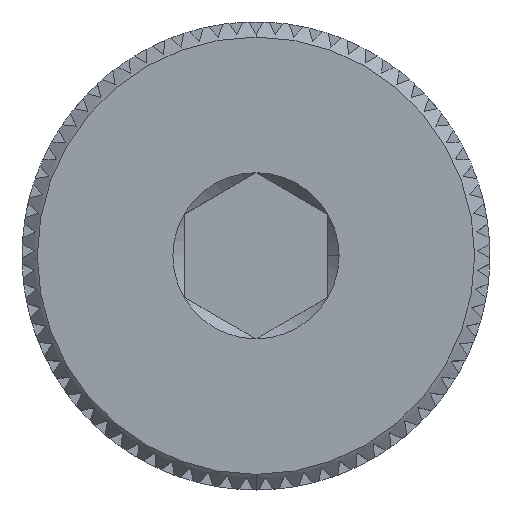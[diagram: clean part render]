
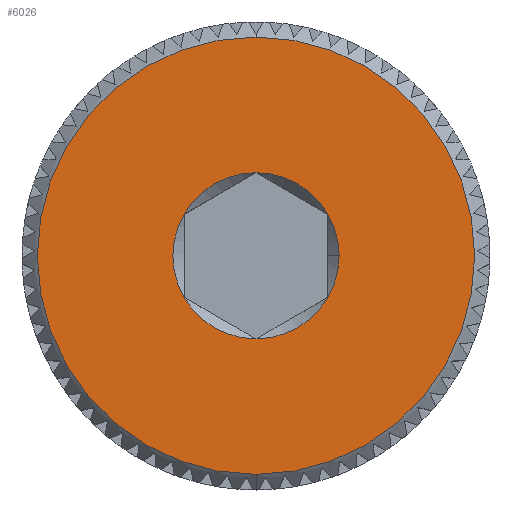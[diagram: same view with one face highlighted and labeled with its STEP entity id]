
A CAD part, top view. The second image highlights one B-rep face of the part: STEP entity #6026.
In plain terms, the highlighted planar face has unit normal (0, 0, 1).
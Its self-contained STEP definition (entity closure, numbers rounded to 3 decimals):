
#44 = VERTEX_POINT ( 'NONE', #7068 ) ;
#268 = CARTESIAN_POINT ( 'NONE',  ( 0., -2.309, 18.5 ) ) ;
#401 = ORIENTED_EDGE ( 'NONE', *, *, #688, .F. ) ;
#528 = AXIS2_PLACEMENT_3D ( 'NONE', #10255, #10294, #10225 ) ;
#575 = AXIS2_PLACEMENT_3D ( 'NONE', #9749, #6125, #5319 ) ;
#688 = EDGE_CURVE ( 'NONE', #1203, #4051, #865, .T. ) ;
#865 = CIRCLE ( 'NONE', #528, 2.309 ) ;
#1176 = VERTEX_POINT ( 'NONE', #7913 ) ;
#1203 = VERTEX_POINT ( 'NONE', #9612 ) ;
#1208 = AXIS2_PLACEMENT_3D ( 'NONE', #2658, #2558, #3475 ) ;
#1219 = EDGE_LOOP ( 'NONE', ( #7249, #6975, #3265, #5993, #3645, #401, #4930 ) ) ;
#1278 = CIRCLE ( 'NONE', #1208, 6.077 ) ;
#1716 = VERTEX_POINT ( 'NONE', #268 ) ;
#1817 = AXIS2_PLACEMENT_3D ( 'NONE', #9497, #3539, #5305 ) ;
#1945 = EDGE_LOOP ( 'NONE', ( #10083, #11037 ) ) ;
#2152 = CIRCLE ( 'NONE', #7025, 2.309 ) ;
#2209 = DIRECTION ( 'NONE',  ( 1., 0., 0. ) ) ;
#2245 = CARTESIAN_POINT ( 'NONE',  ( 0., 0., 18.5 ) ) ;
#2256 = VERTEX_POINT ( 'NONE', #4760 ) ;
#2268 = DIRECTION ( 'NONE',  ( 0., 0., 1. ) ) ;
#2558 = DIRECTION ( 'NONE',  ( 0., 0., 1. ) ) ;
#2658 = CARTESIAN_POINT ( 'NONE',  ( 0., 0., 18.5 ) ) ;
#2695 = VERTEX_POINT ( 'NONE', #6195 ) ;
#3265 = ORIENTED_EDGE ( 'NONE', *, *, #3772, .F. ) ;
#3380 = CARTESIAN_POINT ( 'NONE',  ( 0., 0., 18.5 ) ) ;
#3416 = AXIS2_PLACEMENT_3D ( 'NONE', #4152, #4975, #10125 ) ;
#3439 = AXIS2_PLACEMENT_3D ( 'NONE', #7377, #9965, #7411 ) ;
#3475 = DIRECTION ( 'NONE',  ( 0., -1., 0. ) ) ;
#3539 = DIRECTION ( 'NONE',  ( 0., 0., 1. ) ) ;
#3645 = ORIENTED_EDGE ( 'NONE', *, *, #10516, .F. ) ;
#3772 = EDGE_CURVE ( 'NONE', #10522, #44, #2152, .T. ) ;
#4051 = VERTEX_POINT ( 'NONE', #9619 ) ;
#4152 = CARTESIAN_POINT ( 'NONE',  ( 0., 0., 18.5 ) ) ;
#4558 = AXIS2_PLACEMENT_3D ( 'NONE', #10260, #5185, #8587 ) ;
#4760 = CARTESIAN_POINT ( 'NONE',  ( 0., 6.077, 18.5 ) ) ;
#4930 = ORIENTED_EDGE ( 'NONE', *, *, #7946, .F. ) ;
#4975 = DIRECTION ( 'NONE',  ( 0., 0., 1. ) ) ;
#5065 = FACE_OUTER_BOUND ( 'NONE', #1945, .T. ) ;
#5185 = DIRECTION ( 'NONE',  ( 0., 0., 1. ) ) ;
#5305 = DIRECTION ( 'NONE',  ( 1., 0., 0. ) ) ;
#5319 = DIRECTION ( 'NONE',  ( 1., 0., 0. ) ) ;
#5655 = CARTESIAN_POINT ( 'NONE',  ( 0., 2.309, 18.5 ) ) ;
#5799 = DIRECTION ( 'NONE',  ( 0., 0., 1. ) ) ;
#5993 = ORIENTED_EDGE ( 'NONE', *, *, #10137, .F. ) ;
#6026 = ADVANCED_FACE ( 'NONE', ( #7341, #5065 ), #10096, .T. ) ;
#6125 = DIRECTION ( 'NONE',  ( 0., 0., 1. ) ) ;
#6195 = CARTESIAN_POINT ( 'NONE',  ( 0., -6.077, 18.5 ) ) ;
#6608 = CIRCLE ( 'NONE', #1817, 2.309 ) ;
#6682 = CIRCLE ( 'NONE', #4558, 6.077 ) ;
#6719 = CIRCLE ( 'NONE', #7658, 2.309 ) ;
#6828 = DIRECTION ( 'NONE',  ( 1., 0., 0. ) ) ;
#6975 = ORIENTED_EDGE ( 'NONE', *, *, #8158, .F. ) ;
#6994 = CARTESIAN_POINT ( 'NONE',  ( -2., 1.155, 18.5 ) ) ;
#7025 = AXIS2_PLACEMENT_3D ( 'NONE', #11039, #5799, #10956 ) ;
#7035 = EDGE_CURVE ( 'NONE', #1716, #1176, #6608, .T. ) ;
#7068 = CARTESIAN_POINT ( 'NONE',  ( -2., -1.155, 18.5 ) ) ;
#7249 = ORIENTED_EDGE ( 'NONE', *, *, #7035, .F. ) ;
#7341 = FACE_BOUND ( 'NONE', #1219, .T. ) ;
#7377 = CARTESIAN_POINT ( 'NONE',  ( 0., 0., 18.5 ) ) ;
#7411 = DIRECTION ( 'NONE',  ( 1., 0., 0. ) ) ;
#7658 = AXIS2_PLACEMENT_3D ( 'NONE', #2245, #2268, #2209 ) ;
#7758 = CIRCLE ( 'NONE', #3439, 2.309 ) ;
#7913 = CARTESIAN_POINT ( 'NONE',  ( 2., -1.155, 18.5 ) ) ;
#7946 = EDGE_CURVE ( 'NONE', #1176, #1203, #6719, .T. ) ;
#7981 = VERTEX_POINT ( 'NONE', #5655 ) ;
#8040 = CIRCLE ( 'NONE', #575, 2.309 ) ;
#8158 = EDGE_CURVE ( 'NONE', #44, #1716, #9144, .T. ) ;
#8234 = AXIS2_PLACEMENT_3D ( 'NONE', #3380, #9340, #6828 ) ;
#8587 = DIRECTION ( 'NONE',  ( 0., -1., 0. ) ) ;
#9144 = CIRCLE ( 'NONE', #8234, 2.309 ) ;
#9340 = DIRECTION ( 'NONE',  ( 0., 0., 1. ) ) ;
#9497 = CARTESIAN_POINT ( 'NONE',  ( 0., 0., 18.5 ) ) ;
#9612 = CARTESIAN_POINT ( 'NONE',  ( 2.309, 0., 18.5 ) ) ;
#9619 = CARTESIAN_POINT ( 'NONE',  ( 2., 1.155, 18.5 ) ) ;
#9749 = CARTESIAN_POINT ( 'NONE',  ( 0., 0., 18.5 ) ) ;
#9754 = EDGE_CURVE ( 'NONE', #2695, #2256, #1278, .T. ) ;
#9965 = DIRECTION ( 'NONE',  ( 0., 0., 1. ) ) ;
#10083 = ORIENTED_EDGE ( 'NONE', *, *, #10927, .T. ) ;
#10096 = PLANE ( 'NONE',  #3416 ) ;
#10125 = DIRECTION ( 'NONE',  ( 0., -1., 0. ) ) ;
#10137 = EDGE_CURVE ( 'NONE', #7981, #10522, #7758, .T. ) ;
#10225 = DIRECTION ( 'NONE',  ( 1., 0., 0. ) ) ;
#10255 = CARTESIAN_POINT ( 'NONE',  ( 0., 0., 18.5 ) ) ;
#10260 = CARTESIAN_POINT ( 'NONE',  ( 0., 0., 18.5 ) ) ;
#10294 = DIRECTION ( 'NONE',  ( 0., 0., 1. ) ) ;
#10516 = EDGE_CURVE ( 'NONE', #4051, #7981, #8040, .T. ) ;
#10522 = VERTEX_POINT ( 'NONE', #6994 ) ;
#10927 = EDGE_CURVE ( 'NONE', #2256, #2695, #6682, .T. ) ;
#10956 = DIRECTION ( 'NONE',  ( 1., 0., 0. ) ) ;
#11037 = ORIENTED_EDGE ( 'NONE', *, *, #9754, .T. ) ;
#11039 = CARTESIAN_POINT ( 'NONE',  ( 0., 0., 18.5 ) ) ;
